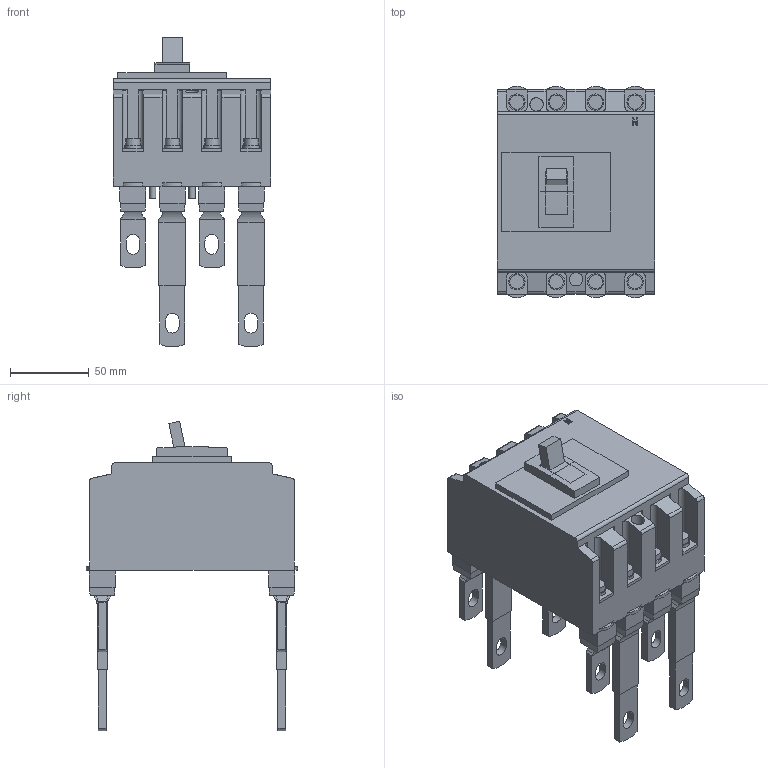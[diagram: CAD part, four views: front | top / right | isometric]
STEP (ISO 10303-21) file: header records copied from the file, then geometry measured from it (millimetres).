
FILE_DESCRIPTION(('CoCreate Modeling STEP Export'),'2;1');
FILE_NAME('Ｓ１２５ＳＦ４Ｒ.stp','2016-03-31T11:51:41',(''),(''),'CoCreate Modeling STEP processor for AP214 (Solid Model)','CoCreate Modeling 17.0 01-Apr-2010 (C) Parametric Technology GmbH','');
FILE_SCHEMA(('AUTOMOTIVE_DESIGN { 1 0 10303 214 1 1 1 1 }'));
Length unit declared in the file: millimetre
Products named in the file (6): P5.4; P3; P2.2; P4; P1; Ｓ１２５ＳＦ４Ｒ
Assembly tree (19 placements, depth 2):
  Ｓ１２５ＳＦ４Ｒ
    P4  x2
    P1
    P5.4  x8
    P3  x4
    P2.2  x4
Bounding box: 100 x 133.99 x 196.36 mm (x, y, z)
Volume: 905599.6 mm3; surface area: 108917 mm2
Topology: 19 solids, 19 shells, 595 faces, 1477 edges, 964 vertices
Faces by surface type: plane 387, cylinder 208
Entity records: 16157 total; most frequent: CARTESIAN_POINT 3781, ORIENTED_EDGE 2390, DIRECTION 2140, EDGE_CURVE 1195, VECTOR 830, LINE 830, VERTEX_POINT 776, AXIS2_PLACEMENT_3D 655
